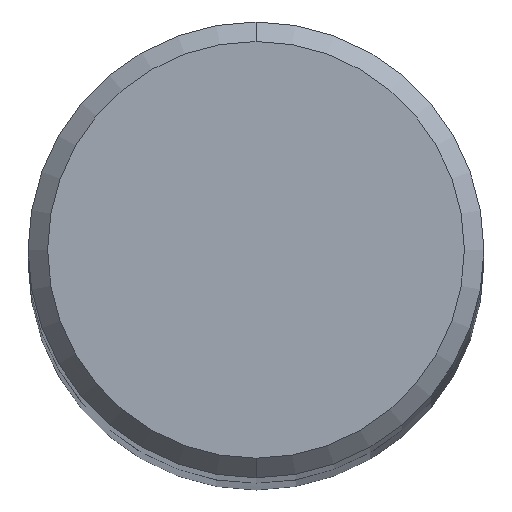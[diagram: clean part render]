
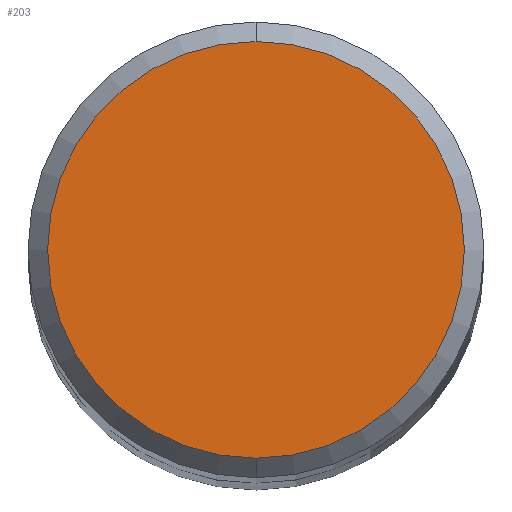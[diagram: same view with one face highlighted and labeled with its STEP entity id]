
A CAD part, top view. The second image highlights one B-rep face of the part: STEP entity #203.
In plain terms, the highlighted planar face has unit normal (0, 0, 1).
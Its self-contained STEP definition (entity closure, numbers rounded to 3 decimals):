
#203=ADVANCED_FACE('',(#484),#485,.T.);
#273=VERTEX_POINT('',#558);
#285=EDGE_CURVE('',#273,#329,#570,.T.);
#329=VERTEX_POINT('',#617);
#397=EDGE_CURVE('',#329,#273,#696,.T.);
#484=FACE_OUTER_BOUND('',#788,.T.);
#485=PLANE('',#789);
#558=CARTESIAN_POINT('',(0.0,6.4,0.0));
#570=CIRCLE('',#1024,6.4);
#617=CARTESIAN_POINT('',(0.,-6.4,0.0));
#696=CIRCLE('',#1342,6.4);
#788=EDGE_LOOP('',(#1456,#1457));
#789=AXIS2_PLACEMENT_3D('',#1458,#1459,#1460);
#1024=AXIS2_PLACEMENT_3D('',#1504,#1505,#1506);
#1342=AXIS2_PLACEMENT_3D('',#1651,#1652,#1653);
#1456=ORIENTED_EDGE('',*,*,#285,.F.);
#1457=ORIENTED_EDGE('',*,*,#397,.F.);
#1458=CARTESIAN_POINT('',(0.0,3.2,0.0));
#1459=DIRECTION('',(-0.0,0.0,1.0));
#1460=DIRECTION('',(0.0,-1.0,0.0));
#1504=CARTESIAN_POINT('',(0.0,0.0,0.0));
#1505=DIRECTION('',(0.0,0.0,-1.0));
#1506=DIRECTION('',(0.0,1.0,0.0));
#1651=CARTESIAN_POINT('',(0.0,0.0,0.0));
#1652=DIRECTION('',(0.0,0.0,-1.0));
#1653=DIRECTION('',(0.0,1.0,0.0));
